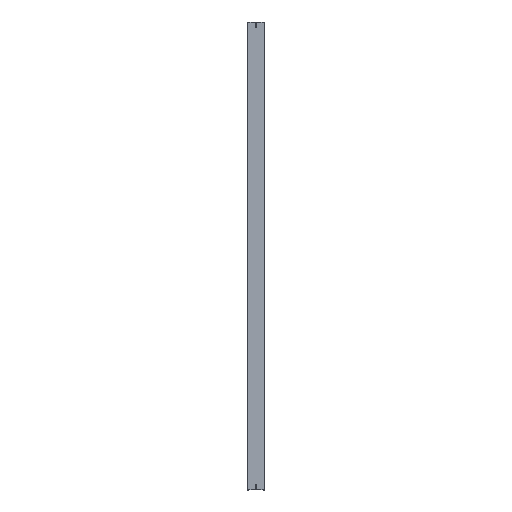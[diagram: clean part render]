
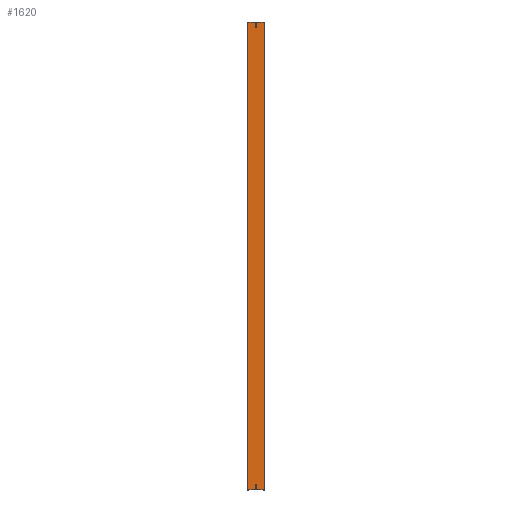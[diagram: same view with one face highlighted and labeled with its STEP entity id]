
A CAD part, top view. The second image highlights one B-rep face of the part: STEP entity #1620.
In plain terms, the highlighted planar face has unit normal (0, 0, 1).
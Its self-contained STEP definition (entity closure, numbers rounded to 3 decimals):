
#9 = ORIENTED_EDGE ( 'NONE', *, *, #1070, .F. ) ;
#11 = VECTOR ( 'NONE', #386, 1000. ) ;
#49 = VECTOR ( 'NONE', #631, 1000. ) ;
#55 = VECTOR ( 'NONE', #1267, 1000. ) ;
#64 = LINE ( 'NONE', #1161, #1483 ) ;
#70 = ORIENTED_EDGE ( 'NONE', *, *, #903, .F. ) ;
#73 = DIRECTION ( 'NONE',  ( 0., 1., 0. ) ) ;
#80 = CARTESIAN_POINT ( 'NONE',  ( 2.5, 900., 0. ) ) ;
#85 = LINE ( 'NONE', #1273, #55 ) ;
#87 = LINE ( 'NONE', #80, #403 ) ;
#103 = LINE ( 'NONE', #1477, #279 ) ;
#116 = VECTOR ( 'NONE', #1345, 1000. ) ;
#131 = ORIENTED_EDGE ( 'NONE', *, *, #867, .F. ) ;
#171 = ORIENTED_EDGE ( 'NONE', *, *, #1041, .F. ) ;
#191 = VERTEX_POINT ( 'NONE', #662 ) ;
#195 = EDGE_LOOP ( 'NONE', ( #1654, #1376, #9, #1160, #722, #1181, #70, #1331, #131, #171, #1616, #594 ) ) ;
#242 = LINE ( 'NONE', #929, #1626 ) ;
#279 = VECTOR ( 'NONE', #1473, 1000. ) ;
#328 = DIRECTION ( 'NONE',  ( -1., 0., 0. ) ) ;
#330 = DIRECTION ( 'NONE',  ( 0., 0., -1. ) ) ;
#338 = CARTESIAN_POINT ( 'NONE',  ( -31.5, 900., 0. ) ) ;
#340 = PLANE ( 'NONE',  #616 ) ;
#363 = DIRECTION ( 'NONE',  ( 1., 0., 0. ) ) ;
#386 = DIRECTION ( 'NONE',  ( 0., -1., 0. ) ) ;
#394 = LINE ( 'NONE', #738, #49 ) ;
#403 = VECTOR ( 'NONE', #73, 1000. ) ;
#409 = CARTESIAN_POINT ( 'NONE',  ( 31.5, 900., 0. ) ) ;
#416 = CARTESIAN_POINT ( 'NONE',  ( -31.5, -900., 0. ) ) ;
#474 = VERTEX_POINT ( 'NONE', #1649 ) ;
#497 = CARTESIAN_POINT ( 'NONE',  ( -2.5, 900., 0. ) ) ;
#519 = CARTESIAN_POINT ( 'NONE',  ( -31.5, -900., 0. ) ) ;
#547 = CARTESIAN_POINT ( 'NONE',  ( 31.5, -900., 0. ) ) ;
#563 = CARTESIAN_POINT ( 'NONE',  ( -2.5, -900., 0. ) ) ;
#577 = CARTESIAN_POINT ( 'NONE',  ( -31.5, 900., 0. ) ) ;
#582 = DIRECTION ( 'NONE',  ( 1., 0., 0. ) ) ;
#583 = CARTESIAN_POINT ( 'NONE',  ( -2.5, 880., 0. ) ) ;
#594 = ORIENTED_EDGE ( 'NONE', *, *, #807, .T. ) ;
#616 = AXIS2_PLACEMENT_3D ( 'NONE', #338, #330, #328 ) ;
#631 = DIRECTION ( 'NONE',  ( 1., 0., 0. ) ) ;
#651 = CARTESIAN_POINT ( 'NONE',  ( 2.5, -880., 0. ) ) ;
#662 = CARTESIAN_POINT ( 'NONE',  ( 2.5, 880., 0. ) ) ;
#681 = VECTOR ( 'NONE', #363, 1000. ) ;
#722 = ORIENTED_EDGE ( 'NONE', *, *, #1063, .T. ) ;
#738 = CARTESIAN_POINT ( 'NONE',  ( -31.5, 900., 0. ) ) ;
#739 = VERTEX_POINT ( 'NONE', #1296 ) ;
#740 = LINE ( 'NONE', #577, #1425 ) ;
#766 = FACE_OUTER_BOUND ( 'NONE', #195, .T. ) ;
#803 = VERTEX_POINT ( 'NONE', #1166 ) ;
#807 = EDGE_CURVE ( 'NONE', #1123, #920, #64, .T. ) ;
#813 = CARTESIAN_POINT ( 'NONE',  ( -2.5, -880., 0. ) ) ;
#867 = EDGE_CURVE ( 'NONE', #910, #191, #242, .T. ) ;
#887 = LINE ( 'NONE', #1538, #1521 ) ;
#903 = EDGE_CURVE ( 'NONE', #739, #474, #394, .T. ) ;
#909 = EDGE_CURVE ( 'NONE', #1123, #1543, #740, .T. ) ;
#910 = VERTEX_POINT ( 'NONE', #583 ) ;
#918 = VERTEX_POINT ( 'NONE', #547 ) ;
#920 = VERTEX_POINT ( 'NONE', #519 ) ;
#926 = DIRECTION ( 'NONE',  ( 1., 0., 0. ) ) ;
#929 = CARTESIAN_POINT ( 'NONE',  ( -2.5, 880., 0. ) ) ;
#941 = EDGE_CURVE ( 'NONE', #474, #918, #1175, .T. ) ;
#946 = EDGE_CURVE ( 'NONE', #920, #1505, #1131, .T. ) ;
#1005 = EDGE_CURVE ( 'NONE', #191, #739, #87, .T. ) ;
#1041 = EDGE_CURVE ( 'NONE', #1543, #910, #1373, .T. ) ;
#1063 = EDGE_CURVE ( 'NONE', #803, #918, #887, .T. ) ;
#1070 = EDGE_CURVE ( 'NONE', #1466, #1346, #103, .T. ) ;
#1095 = EDGE_CURVE ( 'NONE', #803, #1466, #1291, .T. ) ;
#1113 = EDGE_CURVE ( 'NONE', #1346, #1505, #85, .T. ) ;
#1123 = VERTEX_POINT ( 'NONE', #1279 ) ;
#1131 = LINE ( 'NONE', #416, #681 ) ;
#1160 = ORIENTED_EDGE ( 'NONE', *, *, #1095, .F. ) ;
#1161 = CARTESIAN_POINT ( 'NONE',  ( -31.5, 900., 0. ) ) ;
#1166 = CARTESIAN_POINT ( 'NONE',  ( 2.5, -900., 0. ) ) ;
#1175 = LINE ( 'NONE', #409, #11 ) ;
#1181 = ORIENTED_EDGE ( 'NONE', *, *, #941, .F. ) ;
#1193 = DIRECTION ( 'NONE',  ( 0., -1., 0. ) ) ;
#1267 = DIRECTION ( 'NONE',  ( 0., -1., 0. ) ) ;
#1273 = CARTESIAN_POINT ( 'NONE',  ( -2.5, -900., 0. ) ) ;
#1279 = CARTESIAN_POINT ( 'NONE',  ( -31.5, 900., 0. ) ) ;
#1291 = LINE ( 'NONE', #1361, #116 ) ;
#1296 = CARTESIAN_POINT ( 'NONE',  ( 2.5, 900., 0. ) ) ;
#1331 = ORIENTED_EDGE ( 'NONE', *, *, #1005, .F. ) ;
#1337 = VECTOR ( 'NONE', #1595, 1000. ) ;
#1345 = DIRECTION ( 'NONE',  ( 0., 1., 0. ) ) ;
#1346 = VERTEX_POINT ( 'NONE', #813 ) ;
#1361 = CARTESIAN_POINT ( 'NONE',  ( 2.5, -900., 0. ) ) ;
#1373 = LINE ( 'NONE', #1638, #1337 ) ;
#1376 = ORIENTED_EDGE ( 'NONE', *, *, #1113, .F. ) ;
#1425 = VECTOR ( 'NONE', #582, 1000. ) ;
#1466 = VERTEX_POINT ( 'NONE', #651 ) ;
#1473 = DIRECTION ( 'NONE',  ( -1., 0., 0. ) ) ;
#1477 = CARTESIAN_POINT ( 'NONE',  ( -2.5, -880., 0. ) ) ;
#1483 = VECTOR ( 'NONE', #1193, 1000. ) ;
#1505 = VERTEX_POINT ( 'NONE', #563 ) ;
#1521 = VECTOR ( 'NONE', #1525, 1000. ) ;
#1525 = DIRECTION ( 'NONE',  ( 1., 0., 0. ) ) ;
#1538 = CARTESIAN_POINT ( 'NONE',  ( -31.5, -900., 0. ) ) ;
#1543 = VERTEX_POINT ( 'NONE', #497 ) ;
#1595 = DIRECTION ( 'NONE',  ( 0., -1., 0. ) ) ;
#1616 = ORIENTED_EDGE ( 'NONE', *, *, #909, .F. ) ;
#1620 = ADVANCED_FACE ( 'NONE', ( #766 ), #340, .F. ) ;
#1626 = VECTOR ( 'NONE', #926, 1000. ) ;
#1638 = CARTESIAN_POINT ( 'NONE',  ( -2.5, 900., 0. ) ) ;
#1649 = CARTESIAN_POINT ( 'NONE',  ( 31.5, 900., 0. ) ) ;
#1654 = ORIENTED_EDGE ( 'NONE', *, *, #946, .T. ) ;
